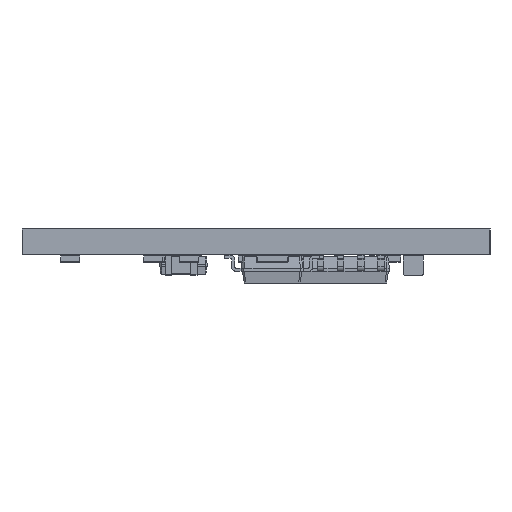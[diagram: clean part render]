
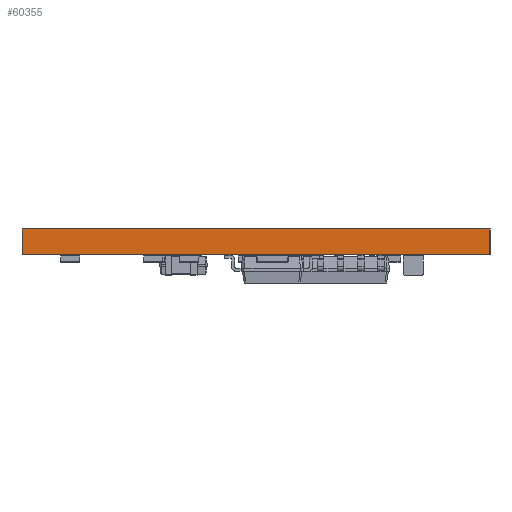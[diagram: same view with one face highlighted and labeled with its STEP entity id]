
A CAD part, left-side view. The second image highlights one B-rep face of the part: STEP entity #60355.
In plain terms, the highlighted planar face has unit normal (-1, 0, 0).
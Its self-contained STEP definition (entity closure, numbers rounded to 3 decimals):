
#60174 = PLANE('',#60175);
#60175 = AXIS2_PLACEMENT_3D('',#60176,#60177,#60178);
#60176 = CARTESIAN_POINT('',(78.74,-14.732,0.));
#60177 = DIRECTION('',(0.,-1.,0.));
#60178 = DIRECTION('',(-1.,0.,0.));
#60199 = VERTEX_POINT('',#60200);
#60200 = CARTESIAN_POINT('',(23.368,-14.732,1.6));
#60214 = PLANE('',#60215);
#60215 = AXIS2_PLACEMENT_3D('',#60216,#60217,#60218);
#60216 = CARTESIAN_POINT('',(78.74,-14.732,1.6));
#60217 = DIRECTION('',(0.,0.,-1.));
#60218 = DIRECTION('',(-1.,0.,0.));
#60226 = EDGE_CURVE('',#60227,#60199,#60229,.T.);
#60227 = VERTEX_POINT('',#60228);
#60228 = CARTESIAN_POINT('',(23.368,-14.732,0.));
#60229 = SURFACE_CURVE('',#60230,(#60234,#60241),.PCURVE_S1.);
#60230 = LINE('',#60231,#60232);
#60231 = CARTESIAN_POINT('',(23.368,-14.732,0.));
#60232 = VECTOR('',#60233,1.);
#60233 = DIRECTION('',(0.,0.,1.));
#60234 = PCURVE('',#60174,#60235);
#60235 = DEFINITIONAL_REPRESENTATION('',(#60236),#60240);
#60236 = LINE('',#60237,#60238);
#60237 = CARTESIAN_POINT('',(55.372,0.));
#60238 = VECTOR('',#60239,1.);
#60239 = DIRECTION('',(0.,-1.));
#60240 = ( GEOMETRIC_REPRESENTATION_CONTEXT(2) 
PARAMETRIC_REPRESENTATION_CONTEXT() REPRESENTATION_CONTEXT('2D SPACE',''
  ) );
#60241 = PCURVE('',#60242,#60247);
#60242 = PLANE('',#60243);
#60243 = AXIS2_PLACEMENT_3D('',#60244,#60245,#60246);
#60244 = CARTESIAN_POINT('',(23.368,-14.732,0.));
#60245 = DIRECTION('',(1.,0.,0.));
#60246 = DIRECTION('',(0.,-1.,0.));
#60247 = DEFINITIONAL_REPRESENTATION('',(#60248),#60252);
#60248 = LINE('',#60249,#60250);
#60249 = CARTESIAN_POINT('',(0.,0.));
#60250 = VECTOR('',#60251,1.);
#60251 = DIRECTION('',(0.,-1.));
#60252 = ( GEOMETRIC_REPRESENTATION_CONTEXT(2) 
PARAMETRIC_REPRESENTATION_CONTEXT() REPRESENTATION_CONTEXT('2D SPACE',''
  ) );
#60268 = PLANE('',#60269);
#60269 = AXIS2_PLACEMENT_3D('',#60270,#60271,#60272);
#60270 = CARTESIAN_POINT('',(78.74,-14.732,0.));
#60271 = DIRECTION('',(0.,0.,-1.));
#60272 = DIRECTION('',(-1.,0.,0.));
#60301 = PLANE('',#60302);
#60302 = AXIS2_PLACEMENT_3D('',#60303,#60304,#60305);
#60303 = CARTESIAN_POINT('',(23.368,-44.196,0.));
#60304 = DIRECTION('',(0.,1.,0.));
#60305 = DIRECTION('',(1.,0.,0.));
#60355 = ADVANCED_FACE('',(#60356),#60242,.F.);
#60356 = FACE_BOUND('',#60357,.F.);
#60357 = EDGE_LOOP('',(#60358,#60359,#60382,#60405));
#60358 = ORIENTED_EDGE('',*,*,#60226,.T.);
#60359 = ORIENTED_EDGE('',*,*,#60360,.T.);
#60360 = EDGE_CURVE('',#60199,#60361,#60363,.T.);
#60361 = VERTEX_POINT('',#60362);
#60362 = CARTESIAN_POINT('',(23.368,-44.196,1.6));
#60363 = SURFACE_CURVE('',#60364,(#60368,#60375),.PCURVE_S1.);
#60364 = LINE('',#60365,#60366);
#60365 = CARTESIAN_POINT('',(23.368,-14.732,1.6));
#60366 = VECTOR('',#60367,1.);
#60367 = DIRECTION('',(0.,-1.,0.));
#60368 = PCURVE('',#60242,#60369);
#60369 = DEFINITIONAL_REPRESENTATION('',(#60370),#60374);
#60370 = LINE('',#60371,#60372);
#60371 = CARTESIAN_POINT('',(0.,-1.6));
#60372 = VECTOR('',#60373,1.);
#60373 = DIRECTION('',(1.,0.));
#60374 = ( GEOMETRIC_REPRESENTATION_CONTEXT(2) 
PARAMETRIC_REPRESENTATION_CONTEXT() REPRESENTATION_CONTEXT('2D SPACE',''
  ) );
#60375 = PCURVE('',#60214,#60376);
#60376 = DEFINITIONAL_REPRESENTATION('',(#60377),#60381);
#60377 = LINE('',#60378,#60379);
#60378 = CARTESIAN_POINT('',(55.372,0.));
#60379 = VECTOR('',#60380,1.);
#60380 = DIRECTION('',(0.,-1.));
#60381 = ( GEOMETRIC_REPRESENTATION_CONTEXT(2) 
PARAMETRIC_REPRESENTATION_CONTEXT() REPRESENTATION_CONTEXT('2D SPACE',''
  ) );
#60382 = ORIENTED_EDGE('',*,*,#60383,.F.);
#60383 = EDGE_CURVE('',#60384,#60361,#60386,.T.);
#60384 = VERTEX_POINT('',#60385);
#60385 = CARTESIAN_POINT('',(23.368,-44.196,0.));
#60386 = SURFACE_CURVE('',#60387,(#60391,#60398),.PCURVE_S1.);
#60387 = LINE('',#60388,#60389);
#60388 = CARTESIAN_POINT('',(23.368,-44.196,0.));
#60389 = VECTOR('',#60390,1.);
#60390 = DIRECTION('',(0.,0.,1.));
#60391 = PCURVE('',#60242,#60392);
#60392 = DEFINITIONAL_REPRESENTATION('',(#60393),#60397);
#60393 = LINE('',#60394,#60395);
#60394 = CARTESIAN_POINT('',(29.464,0.));
#60395 = VECTOR('',#60396,1.);
#60396 = DIRECTION('',(0.,-1.));
#60397 = ( GEOMETRIC_REPRESENTATION_CONTEXT(2) 
PARAMETRIC_REPRESENTATION_CONTEXT() REPRESENTATION_CONTEXT('2D SPACE',''
  ) );
#60398 = PCURVE('',#60301,#60399);
#60399 = DEFINITIONAL_REPRESENTATION('',(#60400),#60404);
#60400 = LINE('',#60401,#60402);
#60401 = CARTESIAN_POINT('',(0.,0.));
#60402 = VECTOR('',#60403,1.);
#60403 = DIRECTION('',(0.,-1.));
#60404 = ( GEOMETRIC_REPRESENTATION_CONTEXT(2) 
PARAMETRIC_REPRESENTATION_CONTEXT() REPRESENTATION_CONTEXT('2D SPACE',''
  ) );
#60405 = ORIENTED_EDGE('',*,*,#60406,.F.);
#60406 = EDGE_CURVE('',#60227,#60384,#60407,.T.);
#60407 = SURFACE_CURVE('',#60408,(#60412,#60419),.PCURVE_S1.);
#60408 = LINE('',#60409,#60410);
#60409 = CARTESIAN_POINT('',(23.368,-14.732,0.));
#60410 = VECTOR('',#60411,1.);
#60411 = DIRECTION('',(0.,-1.,0.));
#60412 = PCURVE('',#60242,#60413);
#60413 = DEFINITIONAL_REPRESENTATION('',(#60414),#60418);
#60414 = LINE('',#60415,#60416);
#60415 = CARTESIAN_POINT('',(0.,0.));
#60416 = VECTOR('',#60417,1.);
#60417 = DIRECTION('',(1.,0.));
#60418 = ( GEOMETRIC_REPRESENTATION_CONTEXT(2) 
PARAMETRIC_REPRESENTATION_CONTEXT() REPRESENTATION_CONTEXT('2D SPACE',''
  ) );
#60419 = PCURVE('',#60268,#60420);
#60420 = DEFINITIONAL_REPRESENTATION('',(#60421),#60425);
#60421 = LINE('',#60422,#60423);
#60422 = CARTESIAN_POINT('',(55.372,0.));
#60423 = VECTOR('',#60424,1.);
#60424 = DIRECTION('',(0.,-1.));
#60425 = ( GEOMETRIC_REPRESENTATION_CONTEXT(2) 
PARAMETRIC_REPRESENTATION_CONTEXT() REPRESENTATION_CONTEXT('2D SPACE',''
  ) );
